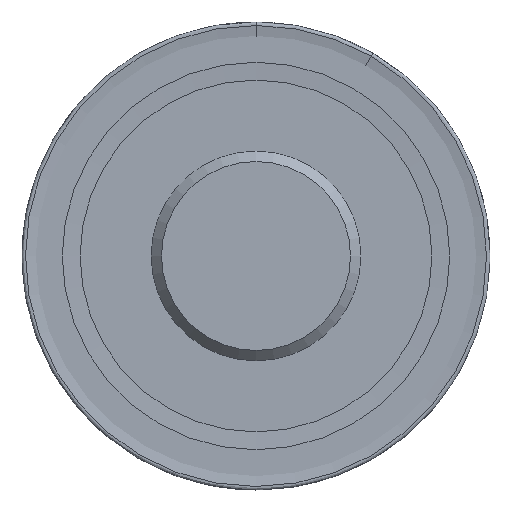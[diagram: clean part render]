
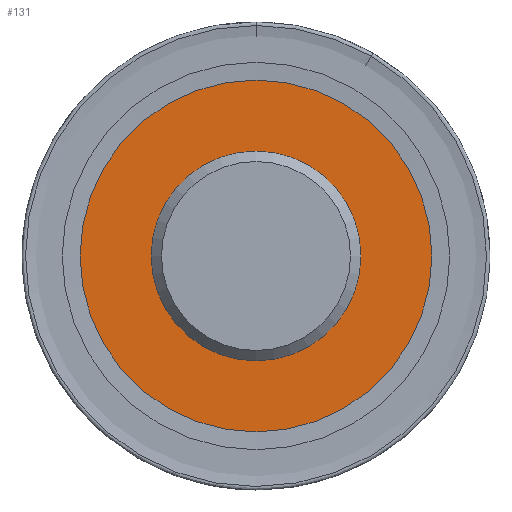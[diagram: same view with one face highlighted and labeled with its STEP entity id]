
A CAD part, left-side view. The second image highlights one B-rep face of the part: STEP entity #131.
In plain terms, the highlighted planar face has unit normal (-1, 0, 0).
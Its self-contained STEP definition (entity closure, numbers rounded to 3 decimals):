
#123=PLANE('',#486);
#131=ADVANCED_FACE('',(#169,#170),#123,.F.);
#169=FACE_BOUND('',#191,.T.);
#170=FACE_BOUND('',#192,.T.);
#191=EDGE_LOOP('',(#235));
#192=EDGE_LOOP('',(#236));
#235=ORIENTED_EDGE('',*,*,#384,.F.);
#236=ORIENTED_EDGE('',*,*,#383,.T.);
#346=VERTEX_POINT('',#655);
#347=VERTEX_POINT('',#658);
#383=EDGE_CURVE('',#346,#346,#440,.T.);
#384=EDGE_CURVE('',#347,#347,#441,.T.);
#440=CIRCLE('',#483,46.98);
#441=CIRCLE('',#485,28.);
#483=AXIS2_PLACEMENT_3D('',#654,#543,#544);
#485=AXIS2_PLACEMENT_3D('',#657,#547,#548);
#486=AXIS2_PLACEMENT_3D('',#659,#549,#550);
#543=DIRECTION('',(-1.,0.,0.));
#544=DIRECTION('',(0.,0.,1.));
#547=DIRECTION('',(-1.,0.,0.));
#548=DIRECTION('',(0.,0.,1.));
#549=DIRECTION('',(1.,0.,0.));
#550=DIRECTION('',(0.,0.,-1.));
#654=CARTESIAN_POINT('',(0.75,0.,0.));
#655=CARTESIAN_POINT('',(0.75,0.,46.98));
#657=CARTESIAN_POINT('',(0.75,0.,0.));
#658=CARTESIAN_POINT('',(0.75,0.,28.));
#659=CARTESIAN_POINT('',(0.75,28.,0.));
